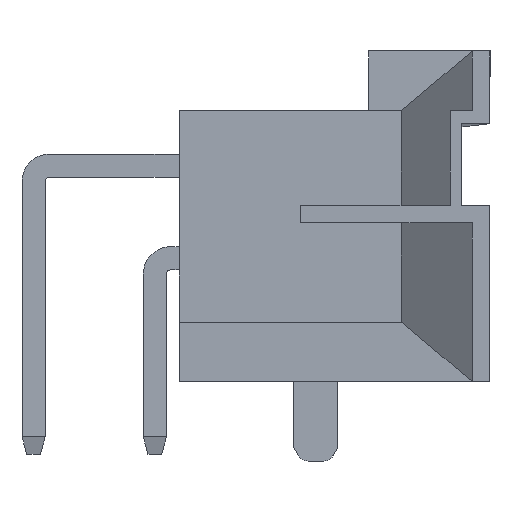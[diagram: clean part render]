
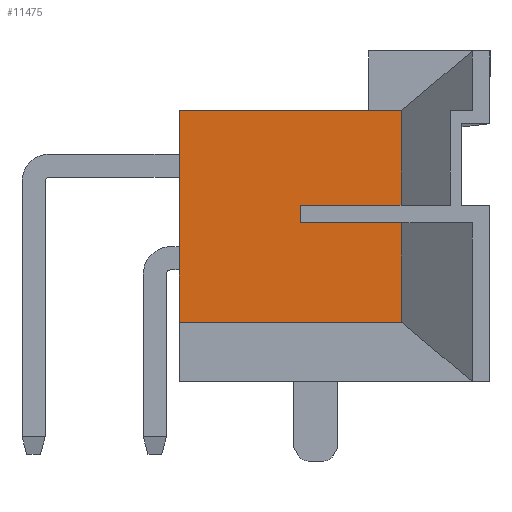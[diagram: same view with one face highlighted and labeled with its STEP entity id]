
A CAD part, left-side view. The second image highlights one B-rep face of the part: STEP entity #11475.
In plain terms, the highlighted planar face has unit normal (-1, 0, 0).
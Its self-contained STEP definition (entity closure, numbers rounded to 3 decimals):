
#1102 = CARTESIAN_POINT ( 'NONE',  ( -19.5, 7.05, -4.8 ) ) ;
#3093 = DIRECTION ( 'NONE',  ( 0., 1., 0. ) ) ;
#3193 = CARTESIAN_POINT ( 'NONE',  ( -19.5, -3.032, 0.5 ) ) ;
#3284 = DIRECTION ( 'NONE',  ( 0., 0., -1. ) ) ;
#3656 = LINE ( 'NONE', #12631, #18512 ) ;
#3992 = ORIENTED_EDGE ( 'NONE', *, *, #22502, .T. ) ;
#4192 = VECTOR ( 'NONE', #7138, 1000. ) ;
#5556 = DIRECTION ( 'NONE',  ( 0., 0., 1. ) ) ;
#5629 = VERTEX_POINT ( 'NONE', #10996 ) ;
#5772 = CARTESIAN_POINT ( 'NONE',  ( -19.5, -3.032, -0.3 ) ) ;
#6516 = ORIENTED_EDGE ( 'NONE', *, *, #27441, .F. ) ;
#7138 = DIRECTION ( 'NONE',  ( 0., -1., 0. ) ) ;
#7704 = VECTOR ( 'NONE', #36909, 1000. ) ;
#8663 = LINE ( 'NONE', #17797, #36579 ) ;
#9010 = DIRECTION ( 'NONE',  ( 1., 0., 0. ) ) ;
#9862 = CARTESIAN_POINT ( 'NONE',  ( -19.5, -3.032, -4.8 ) ) ;
#9874 = ORIENTED_EDGE ( 'NONE', *, *, #24033, .F. ) ;
#10534 = DIRECTION ( 'NONE',  ( 0., 1., 0. ) ) ;
#10833 = CARTESIAN_POINT ( 'NONE',  ( -19.5, -3.032, 4.8 ) ) ;
#10996 = CARTESIAN_POINT ( 'NONE',  ( -19.5, -3.032, -0.3 ) ) ;
#11475 = ADVANCED_FACE ( 'NONE', ( #14710 ), #20822, .F. ) ;
#11943 = AXIS2_PLACEMENT_3D ( 'NONE', #23285, #9010, #5556 ) ;
#12092 = LINE ( 'NONE', #12469, #14120 ) ;
#12469 = CARTESIAN_POINT ( 'NONE',  ( -19.5, -3.032, 0.5 ) ) ;
#12631 = CARTESIAN_POINT ( 'NONE',  ( -19.5, -3.032, -0.3 ) ) ;
#14120 = VECTOR ( 'NONE', #10534, 1000. ) ;
#14295 = VECTOR ( 'NONE', #25245, 1000. ) ;
#14710 = FACE_OUTER_BOUND ( 'NONE', #31948, .T. ) ;
#17797 = CARTESIAN_POINT ( 'NONE',  ( -19.5, 1.55, 0.5 ) ) ;
#18028 = LINE ( 'NONE', #29616, #14295 ) ;
#18512 = VECTOR ( 'NONE', #33023, 1000. ) ;
#20187 = CARTESIAN_POINT ( 'NONE',  ( -19.5, 7.05, -4.8 ) ) ;
#20760 = ORIENTED_EDGE ( 'NONE', *, *, #30101, .F. ) ;
#20822 = PLANE ( 'NONE',  #11943 ) ;
#21634 = CARTESIAN_POINT ( 'NONE',  ( -19.5, 7.05, 4.8 ) ) ;
#22502 = EDGE_CURVE ( 'NONE', #5629, #24304, #29207, .T. ) ;
#22546 = EDGE_CURVE ( 'NONE', #31783, #24304, #8663, .T. ) ;
#23285 = CARTESIAN_POINT ( 'NONE',  ( -19.5, -3.032, 7.5 ) ) ;
#24033 = EDGE_CURVE ( 'NONE', #25689, #31783, #12092, .T. ) ;
#24304 = VERTEX_POINT ( 'NONE', #27453 ) ;
#25245 = DIRECTION ( 'NONE',  ( 0., 1., 0. ) ) ;
#25689 = VERTEX_POINT ( 'NONE', #3193 ) ;
#25701 = LINE ( 'NONE', #10833, #7704 ) ;
#25989 = EDGE_CURVE ( 'NONE', #5629, #32385, #3656, .T. ) ;
#26521 = VERTEX_POINT ( 'NONE', #1102 ) ;
#27441 = EDGE_CURVE ( 'NONE', #26521, #28384, #37510, .T. ) ;
#27453 = CARTESIAN_POINT ( 'NONE',  ( -19.5, 1.55, -0.3 ) ) ;
#27523 = LINE ( 'NONE', #21634, #4192 ) ;
#27739 = CARTESIAN_POINT ( 'NONE',  ( -19.5, -3.032, 4.8 ) ) ;
#28005 = VERTEX_POINT ( 'NONE', #27739 ) ;
#28384 = VERTEX_POINT ( 'NONE', #34777 ) ;
#29207 = LINE ( 'NONE', #5772, #34160 ) ;
#29616 = CARTESIAN_POINT ( 'NONE',  ( -19.5, -3.032, -4.8 ) ) ;
#30101 = EDGE_CURVE ( 'NONE', #28005, #25689, #25701, .T. ) ;
#31429 = VECTOR ( 'NONE', #31775, 1000. ) ;
#31775 = DIRECTION ( 'NONE',  ( 0., 0., 1. ) ) ;
#31783 = VERTEX_POINT ( 'NONE', #33326 ) ;
#31948 = EDGE_LOOP ( 'NONE', ( #20760, #37576, #6516, #36370, #32079, #3992, #35693, #9874 ) ) ;
#32079 = ORIENTED_EDGE ( 'NONE', *, *, #25989, .F. ) ;
#32385 = VERTEX_POINT ( 'NONE', #9862 ) ;
#32611 = EDGE_CURVE ( 'NONE', #28384, #28005, #27523, .T. ) ;
#33023 = DIRECTION ( 'NONE',  ( 0., 0., -1. ) ) ;
#33326 = CARTESIAN_POINT ( 'NONE',  ( -19.5, 1.55, 0.5 ) ) ;
#34160 = VECTOR ( 'NONE', #3093, 1000. ) ;
#34777 = CARTESIAN_POINT ( 'NONE',  ( -19.5, 7.05, 4.8 ) ) ;
#35693 = ORIENTED_EDGE ( 'NONE', *, *, #22546, .F. ) ;
#35852 = EDGE_CURVE ( 'NONE', #32385, #26521, #18028, .T. ) ;
#36370 = ORIENTED_EDGE ( 'NONE', *, *, #35852, .F. ) ;
#36579 = VECTOR ( 'NONE', #3284, 1000. ) ;
#36909 = DIRECTION ( 'NONE',  ( 0., 0., -1. ) ) ;
#37510 = LINE ( 'NONE', #20187, #31429 ) ;
#37576 = ORIENTED_EDGE ( 'NONE', *, *, #32611, .F. ) ;
